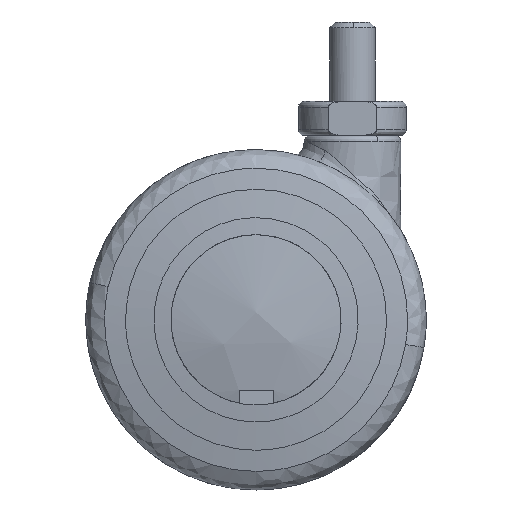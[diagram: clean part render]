
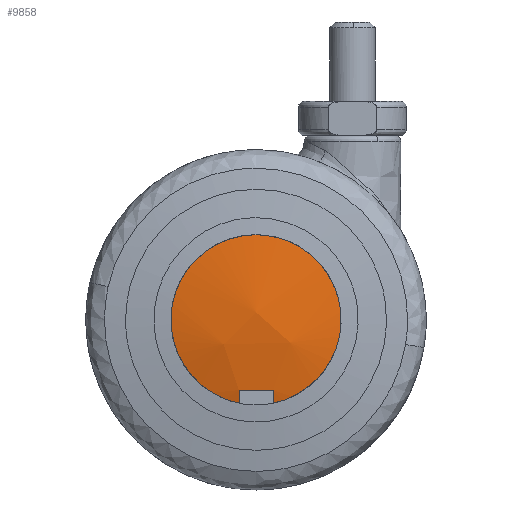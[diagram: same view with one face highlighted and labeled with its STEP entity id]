
A CAD part, front view. The second image highlights one B-rep face of the part: STEP entity #9858.
In plain terms, the highlighted free-form (B-spline) face has degree [2, 2] with [4, 4] control points.
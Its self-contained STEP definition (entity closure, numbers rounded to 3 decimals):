
#7707=CARTESIAN_POINT('',(3.0,-23.033,-12.4));
#7708=VERTEX_POINT('',#7707);
#7709=CARTESIAN_POINT('',(-3.0,-23.033,-12.4));
#7710=VERTEX_POINT('',#7709);
#7711=CARTESIAN_POINT('',(3.,-23.033,-12.4));
#7712=CARTESIAN_POINT('',(0.,-23.187,-12.4));
#7713=CARTESIAN_POINT('',(-3.,-23.033,-12.4));
#7721=(BOUNDED_CURVE()B_SPLINE_CURVE(2,(#7711,#7712,#7713),.UNSPECIFIED.,.F.,.U.)CURVE()GEOMETRIC_REPRESENTATION_ITEM()QUASI_UNIFORM_CURVE()RATIONAL_B_SPLINE_CURVE((1.0,0.999,1.0))REPRESENTATION_ITEM(''));
#7722=EDGE_CURVE('',#7708,#7710,#7721,.T.);
#7751=CARTESIAN_POINT('',(3.0,-22.5,-14.697));
#7752=VERTEX_POINT('',#7751);
#7753=CARTESIAN_POINT('',(3.0,-22.5,-14.697));
#7754=CARTESIAN_POINT('',(3.,-22.789,-13.554));
#7755=CARTESIAN_POINT('',(3.0,-23.033,-12.4));
#7763=(BOUNDED_CURVE()B_SPLINE_CURVE(2,(#7753,#7754,#7755),.UNSPECIFIED.,.F.,.U.)CURVE()GEOMETRIC_REPRESENTATION_ITEM()QUASI_UNIFORM_CURVE()RATIONAL_B_SPLINE_CURVE((1.0,1.,1.0))REPRESENTATION_ITEM(''));
#7764=EDGE_CURVE('',#7752,#7708,#7763,.T.);
#7787=CARTESIAN_POINT('',(-3.0,-22.5,-14.697));
#7788=VERTEX_POINT('',#7787);
#7789=CARTESIAN_POINT('',(-3.0,-23.033,-12.4));
#7790=CARTESIAN_POINT('',(-3.0,-22.789,-13.554));
#7791=CARTESIAN_POINT('',(-3.0,-22.5,-14.697));
#7799=(BOUNDED_CURVE()B_SPLINE_CURVE(2,(#7789,#7790,#7791),.UNSPECIFIED.,.F.,.U.)CURVE()GEOMETRIC_REPRESENTATION_ITEM()QUASI_UNIFORM_CURVE()RATIONAL_B_SPLINE_CURVE((1.0,1.,1.0))REPRESENTATION_ITEM(''));
#7800=EDGE_CURVE('',#7710,#7788,#7799,.T.);
#9804=CARTESIAN_POINT('',(-3.0,-22.5,-14.697));
#9805=CARTESIAN_POINT('',(-16.287,-22.5,-11.985));
#9806=CARTESIAN_POINT('',(-14.924,-22.5,1.508));
#9807=CARTESIAN_POINT('',(-13.561,-22.5,15.));
#9808=CARTESIAN_POINT('',(0.0,-22.5,15.0));
#9809=CARTESIAN_POINT('',(13.561,-22.5,15.));
#9810=CARTESIAN_POINT('',(14.924,-22.5,1.508));
#9811=CARTESIAN_POINT('',(16.287,-22.5,-11.985));
#9812=CARTESIAN_POINT('',(3.0,-22.5,-14.697));
#9820=(BOUNDED_CURVE()B_SPLINE_CURVE(2,(#9804,#9805,#9806,#9807,#9808,#9809,#9810,#9811,#9812),.UNSPECIFIED.,.F.,.U.)B_SPLINE_CURVE_WITH_KNOTS((3,2,2,2,3),(0.0,0.25,0.5,0.75,1.0),.UNSPECIFIED.)CURVE()GEOMETRIC_REPRESENTATION_ITEM()RATIONAL_B_SPLINE_CURVE((1.0,0.742,1.0,0.742,1.0,0.742,1.0,0.742,1.0))REPRESENTATION_ITEM(''));
#9821=EDGE_CURVE('',#7788,#7752,#9820,.T.);
#9828=CARTESIAN_POINT('',(-16.098,-19.988,-15.856));
#9829=CARTESIAN_POINT('',(-8.203,-22.196,-16.133));
#9830=CARTESIAN_POINT('',(8.203,-22.196,-16.133));
#9831=CARTESIAN_POINT('',(16.098,-19.988,-15.856));
#9832=CARTESIAN_POINT('',(-16.446,-22.287,-7.443));
#9833=CARTESIAN_POINT('',(-8.383,-24.588,-7.562));
#9834=CARTESIAN_POINT('',(8.383,-24.588,-7.562));
#9835=CARTESIAN_POINT('',(16.446,-22.287,-7.443));
#9836=CARTESIAN_POINT('',(-16.446,-21.925,8.832));
#9837=CARTESIAN_POINT('',(-8.383,-24.219,9.031));
#9838=CARTESIAN_POINT('',(8.383,-24.219,9.031));
#9839=CARTESIAN_POINT('',(16.446,-21.925,8.832));
#9840=CARTESIAN_POINT('',(-16.184,-19.893,16.099));
#9841=CARTESIAN_POINT('',(-8.248,-22.111,16.433));
#9842=CARTESIAN_POINT('',(8.248,-22.111,16.433));
#9843=CARTESIAN_POINT('',(16.184,-19.893,16.099));
#9851=(BOUNDED_SURFACE()B_SPLINE_SURFACE(2,2,((#9828,#9832,#9836,#9840),(#9829,#9833,#9837,#9841),(#9830,#9834,#9838,#9842),(#9831,#9835,#9839,#9843)),.UNSPECIFIED.,.F.,.F.,.U.)B_SPLINE_SURFACE_WITH_KNOTS((3,1,3),(3,1,3),(14.483,30.682,46.882),(13.486,30.682,45.556),.UNSPECIFIED.)GEOMETRIC_REPRESENTATION_ITEM()RATIONAL_B_SPLINE_SURFACE(((1.042,1.02,1.02,1.036),(1.022,1.0,1.0,1.016),(1.022,1.0,1.0,1.016),(1.042,1.02,1.02,1.036)))REPRESENTATION_ITEM('')SURFACE());
#9852=ORIENTED_EDGE('',*,*,#7800,.F.);
#9853=ORIENTED_EDGE('',*,*,#7722,.F.);
#9854=ORIENTED_EDGE('',*,*,#7764,.F.);
#9855=ORIENTED_EDGE('',*,*,#9821,.F.);
#9856=EDGE_LOOP('',(#9852,#9853,#9854,#9855));
#9857=FACE_OUTER_BOUND('',#9856,.T.);
#9858=ADVANCED_FACE('',(#9857),#9851,.T.);
